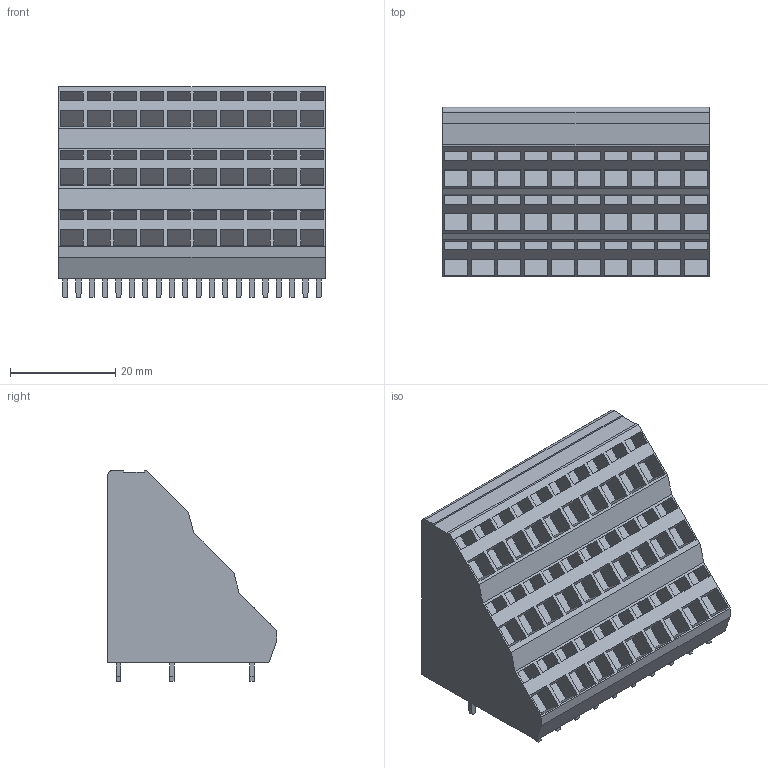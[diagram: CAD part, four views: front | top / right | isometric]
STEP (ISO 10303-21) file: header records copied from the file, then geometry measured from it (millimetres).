
FILE_DESCRIPTION(('CATIA V5 STEP Exchange','CAx-IF Rec.Pracs.--- Model Styling and Organization---1.2---2011-12-15'),'2;1');
FILE_NAME ('D1455573_0_1758030000_1758030000.stp','2018-09-07T08:32:53+00:00',('none'),('Weidmueller'),'CATIA Version 5-6 Release 2014','CATIA V5 STEP AP214','none');
FILE_SCHEMA(('AUTOMOTIVE_DESIGN { 1 0 10303 214 1 1 1 1 }'));
Length unit declared in the file: millimetre
Products named in the file (1): 1758030000
Bounding box: 50.8 x 32.2 x 40.1 mm (x, y, z)
Volume: 37332.4 mm3; surface area: 11757.4 mm2
Topology: 31 solids, 31 shells, 557 faces, 1425 edges, 990 vertices
Faces by surface type: plane 556, cylinder 1
Entity records: 14843 total; most frequent: ORIENTED_EDGE 2850, CARTESIAN_POINT 2610, DIRECTION 1813, EDGE_CURVE 1425, VECTOR 1423, LINE 1423, VERTEX_POINT 990, EDGE_LOOP 617
